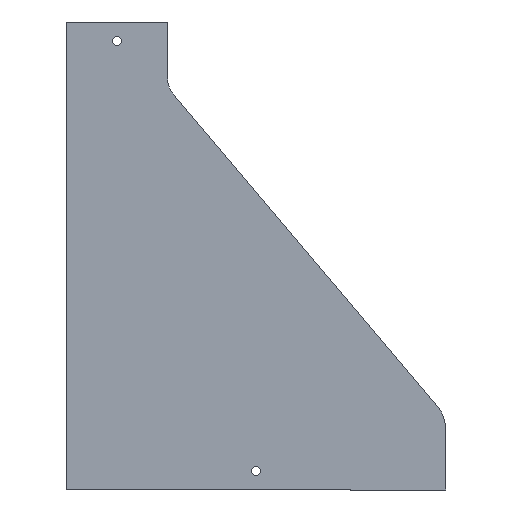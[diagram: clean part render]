
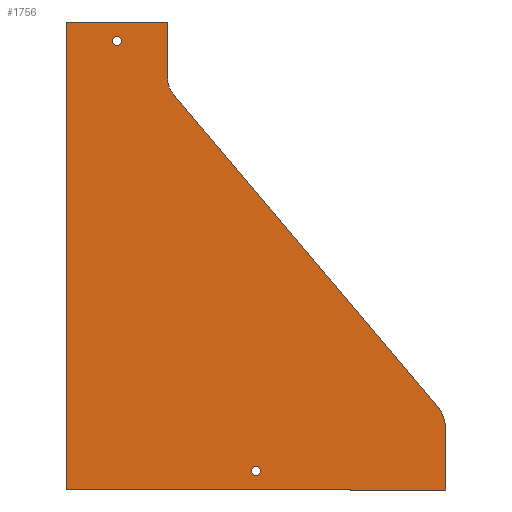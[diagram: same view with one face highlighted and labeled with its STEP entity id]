
A CAD part, front view. The second image highlights one B-rep face of the part: STEP entity #1756.
In plain terms, the highlighted planar face has unit normal (0, -1, 0).
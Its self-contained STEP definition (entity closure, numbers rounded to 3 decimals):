
#11 = CARTESIAN_POINT ( 'NONE',  ( 300., 0., -322.326 ) ) ;
#67 = CARTESIAN_POINT ( 'NONE',  ( 292.902, 0., -302.948 ) ) ;
#68 = CARTESIAN_POINT ( 'NONE',  ( 80., 0., -44.011 ) ) ;
#69 = CARTESIAN_POINT ( 'NONE',  ( 0., 0., -370. ) ) ;
#70 = CARTESIAN_POINT ( 'NONE',  ( 0., 0., 0. ) ) ;
#73 = CARTESIAN_POINT ( 'NONE',  ( 84.732, 0., -56.93 ) ) ;
#80 = CARTESIAN_POINT ( 'NONE',  ( 80., 0., 0. ) ) ;
#82 = CARTESIAN_POINT ( 'NONE',  ( 300., 0., -370. ) ) ;
#327 = DIRECTION ( 'NONE',  ( 0., 1., 0. ) ) ;
#330 = CARTESIAN_POINT ( 'NONE',  ( -100., 0., -44.011 ) ) ;
#332 = PLANE ( 'NONE',  #412 ) ;
#334 = DIRECTION ( 'NONE',  ( 0., 0., 1. ) ) ;
#412 = AXIS2_PLACEMENT_3D ( 'NONE', #330, #327, #334 ) ;
#454 = EDGE_LOOP ( 'NONE', ( #702 ) ) ;
#490 = EDGE_LOOP ( 'NONE', ( #704, #705, #706, #707, #708, #709, #710, #711 ) ) ;
#502 = EDGE_LOOP ( 'NONE', ( #703 ) ) ;
#548 = VERTEX_POINT ( 'NONE', #11 ) ;
#568 = VERTEX_POINT ( 'NONE', #82 ) ;
#576 = VERTEX_POINT ( 'NONE', #80 ) ;
#595 = VERTEX_POINT ( 'NONE', #73 ) ;
#596 = VERTEX_POINT ( 'NONE', #67 ) ;
#599 = VERTEX_POINT ( 'NONE', #70 ) ;
#600 = VERTEX_POINT ( 'NONE', #69 ) ;
#607 = VERTEX_POINT ( 'NONE', #68 ) ;
#702 = ORIENTED_EDGE ( 'NONE', *, *, #1054, .F. ) ;
#703 = ORIENTED_EDGE ( 'NONE', *, *, #1055, .F. ) ;
#704 = ORIENTED_EDGE ( 'NONE', *, *, #1046, .F. ) ;
#705 = ORIENTED_EDGE ( 'NONE', *, *, #1056, .F. ) ;
#706 = ORIENTED_EDGE ( 'NONE', *, *, #1049, .F. ) ;
#707 = ORIENTED_EDGE ( 'NONE', *, *, #1104, .T. ) ;
#708 = ORIENTED_EDGE ( 'NONE', *, *, #1057, .T. ) ;
#709 = ORIENTED_EDGE ( 'NONE', *, *, #1079, .T. ) ;
#710 = ORIENTED_EDGE ( 'NONE', *, *, #1107, .T. ) ;
#711 = ORIENTED_EDGE ( 'NONE', *, *, #1078, .T. ) ;
#944 = LINE ( 'NONE', #1829, #949 ) ;
#949 = VECTOR ( 'NONE', #1532, 1000. ) ;
#952 = LINE ( 'NONE', #1537, #955 ) ;
#955 = VECTOR ( 'NONE', #1538, 1000. ) ;
#962 = CIRCLE ( 'NONE', #1021, 3.5 ) ;
#964 = LINE ( 'NONE', #1540, #968 ) ;
#965 = CIRCLE ( 'NONE', #1019, 30. ) ;
#966 = CIRCLE ( 'NONE', #1020, 3.5 ) ;
#968 = VECTOR ( 'NONE', #1553, 1000. ) ;
#972 = VERTEX_POINT ( 'NONE', #1801 ) ;
#1000 = AXIS2_PLACEMENT_3D ( 'NONE', #1674, #1675, #1676 ) ;
#1019 = AXIS2_PLACEMENT_3D ( 'NONE', #1556, #1557, #1558 ) ;
#1020 = AXIS2_PLACEMENT_3D ( 'NONE', #1550, #1551, #1552 ) ;
#1021 = AXIS2_PLACEMENT_3D ( 'NONE', #1547, #1548, #1549 ) ;
#1046 = EDGE_CURVE ( 'NONE', #599, #576, #944, .T. ) ;
#1049 = EDGE_CURVE ( 'NONE', #568, #600, #952, .T. ) ;
#1054 = EDGE_CURVE ( 'NONE', #1519, #1519, #962, .T. ) ;
#1055 = EDGE_CURVE ( 'NONE', #972, #972, #966, .T. ) ;
#1056 = EDGE_CURVE ( 'NONE', #600, #599, #964, .T. ) ;
#1057 = EDGE_CURVE ( 'NONE', #548, #596, #965, .T. ) ;
#1078 = EDGE_CURVE ( 'NONE', #607, #576, #1259, .T. ) ;
#1079 = EDGE_CURVE ( 'NONE', #596, #595, #1263, .T. ) ;
#1104 = EDGE_CURVE ( 'NONE', #568, #548, #1302, .T. ) ;
#1107 = EDGE_CURVE ( 'NONE', #595, #607, #1308, .T. ) ;
#1259 = LINE ( 'NONE', #1601, #1264 ) ;
#1263 = LINE ( 'NONE', #1606, #1266 ) ;
#1264 = VECTOR ( 'NONE', #1605, 1000. ) ;
#1266 = VECTOR ( 'NONE', #1607, 1000. ) ;
#1302 = LINE ( 'NONE', #1668, #1305 ) ;
#1305 = VECTOR ( 'NONE', #1669, 1000. ) ;
#1308 = CIRCLE ( 'NONE', #1000, 20. ) ;
#1490 = FACE_OUTER_BOUND ( 'NONE', #490, .T. ) ;
#1492 = FACE_BOUND ( 'NONE', #454, .T. ) ;
#1497 = FACE_BOUND ( 'NONE', #502, .T. ) ;
#1519 = VERTEX_POINT ( 'NONE', #1802 ) ;
#1532 = DIRECTION ( 'NONE',  ( 1., 0., 0. ) ) ;
#1537 = CARTESIAN_POINT ( 'NONE',  ( -300., 0., -370. ) ) ;
#1538 = DIRECTION ( 'NONE',  ( -1., 0., 0. ) ) ;
#1540 = CARTESIAN_POINT ( 'NONE',  ( 0., 0., 0. ) ) ;
#1547 = CARTESIAN_POINT ( 'NONE',  ( 150., 0., -355. ) ) ;
#1548 = DIRECTION ( 'NONE',  ( 0., -1., 0. ) ) ;
#1549 = DIRECTION ( 'NONE',  ( 0., 0., -1. ) ) ;
#1550 = CARTESIAN_POINT ( 'NONE',  ( 40., 0., -15. ) ) ;
#1551 = DIRECTION ( 'NONE',  ( 0., -1., 0. ) ) ;
#1552 = DIRECTION ( 'NONE',  ( 0., 0., -1. ) ) ;
#1553 = DIRECTION ( 'NONE',  ( 0., 0., 1. ) ) ;
#1556 = CARTESIAN_POINT ( 'NONE',  ( 270., 0., -322.326 ) ) ;
#1557 = DIRECTION ( 'NONE',  ( 0., -1., 0. ) ) ;
#1558 = DIRECTION ( 'NONE',  ( 0., 0., 1. ) ) ;
#1601 = CARTESIAN_POINT ( 'NONE',  ( 80., 0., 0. ) ) ;
#1605 = DIRECTION ( 'NONE',  ( 0., 0., 1. ) ) ;
#1606 = CARTESIAN_POINT ( 'NONE',  ( 84.732, 0., -56.93 ) ) ;
#1607 = DIRECTION ( 'NONE',  ( -0.646, 0., 0.763 ) ) ;
#1668 = CARTESIAN_POINT ( 'NONE',  ( 300., 0., -322.326 ) ) ;
#1669 = DIRECTION ( 'NONE',  ( 0., 0., 1. ) ) ;
#1674 = CARTESIAN_POINT ( 'NONE',  ( 100., 0., -44.011 ) ) ;
#1675 = DIRECTION ( 'NONE',  ( 0., 1., 0. ) ) ;
#1676 = DIRECTION ( 'NONE',  ( 0., 0., 1. ) ) ;
#1756 = ADVANCED_FACE ( 'NONE', ( #1492, #1497, #1490 ), #332, .F. ) ;
#1801 = CARTESIAN_POINT ( 'NONE',  ( 40., 0., -18.5 ) ) ;
#1802 = CARTESIAN_POINT ( 'NONE',  ( 150., 0., -358.5 ) ) ;
#1829 = CARTESIAN_POINT ( 'NONE',  ( -80., 0., 0. ) ) ;
